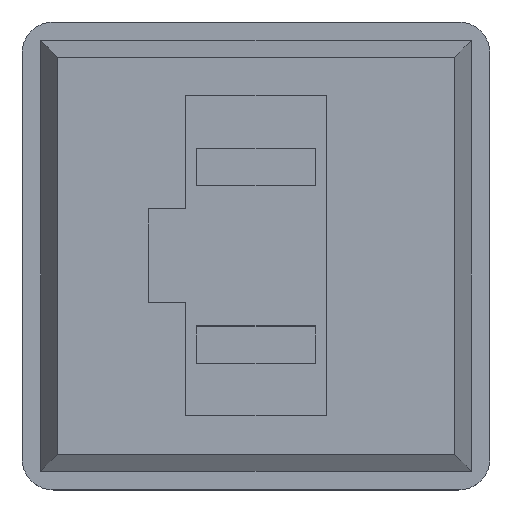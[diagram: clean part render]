
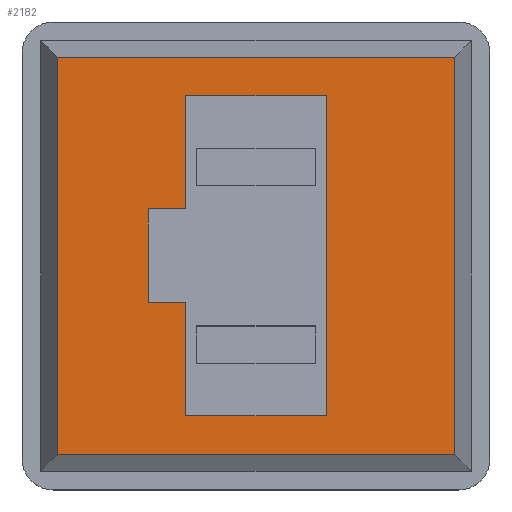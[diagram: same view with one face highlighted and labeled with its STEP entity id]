
A CAD part, top view. The second image highlights one B-rep face of the part: STEP entity #2182.
In plain terms, the highlighted planar face has unit normal (0, 0, 1).
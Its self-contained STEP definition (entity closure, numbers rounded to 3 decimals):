
#64 = EDGE_CURVE ( 'NONE', #2202, #243, #970, .T. ) ;
#137 = ORIENTED_EDGE ( 'NONE', *, *, #1314, .F. ) ;
#151 = CARTESIAN_POINT ( 'NONE',  ( -2.25, -5.125, 2. ) ) ;
#205 = FACE_BOUND ( 'NONE', #1477, .T. ) ;
#218 = LINE ( 'NONE', #983, #1577 ) ;
#235 = ORIENTED_EDGE ( 'NONE', *, *, #1863, .T. ) ;
#242 = CARTESIAN_POINT ( 'NONE',  ( -6.364, 6.364, 2. ) ) ;
#243 = VERTEX_POINT ( 'NONE', #780 ) ;
#273 = DIRECTION ( 'NONE',  ( 1., 0., 0. ) ) ;
#326 = CARTESIAN_POINT ( 'NONE',  ( 2.25, 5.125, 2. ) ) ;
#400 = CARTESIAN_POINT ( 'NONE',  ( -6.9, 6.364, 2. ) ) ;
#427 = DIRECTION ( 'NONE',  ( -1., 0., 0. ) ) ;
#445 = CARTESIAN_POINT ( 'NONE',  ( 2.25, 5.125, 2. ) ) ;
#476 = ORIENTED_EDGE ( 'NONE', *, *, #843, .F. ) ;
#478 = LINE ( 'NONE', #400, #1235 ) ;
#527 = CARTESIAN_POINT ( 'NONE',  ( -2.25, 5.125, 2. ) ) ;
#597 = EDGE_CURVE ( 'NONE', #636, #649, #2011, .T. ) ;
#607 = EDGE_CURVE ( 'NONE', #1175, #1298, #218, .T. ) ;
#636 = VERTEX_POINT ( 'NONE', #1540 ) ;
#640 = EDGE_CURVE ( 'NONE', #2230, #1175, #1452, .T. ) ;
#643 = CARTESIAN_POINT ( 'NONE',  ( -2.25, -1.5, 2. ) ) ;
#649 = VERTEX_POINT ( 'NONE', #242 ) ;
#653 = PLANE ( 'NONE',  #1398 ) ;
#671 = LINE ( 'NONE', #2201, #1669 ) ;
#698 = ORIENTED_EDGE ( 'NONE', *, *, #2292, .T. ) ;
#725 = ORIENTED_EDGE ( 'NONE', *, *, #1191, .T. ) ;
#734 = ORIENTED_EDGE ( 'NONE', *, *, #2162, .T. ) ;
#780 = CARTESIAN_POINT ( 'NONE',  ( -3.45, -1.5, 2. ) ) ;
#843 = EDGE_CURVE ( 'NONE', #649, #903, #478, .T. ) ;
#883 = LINE ( 'NONE', #1468, #2217 ) ;
#886 = EDGE_CURVE ( 'NONE', #965, #636, #1800, .T. ) ;
#887 = DIRECTION ( 'NONE',  ( 0., -1., 0. ) ) ;
#903 = VERTEX_POINT ( 'NONE', #1583 ) ;
#922 = VECTOR ( 'NONE', #1377, 1000. ) ;
#965 = VERTEX_POINT ( 'NONE', #2135 ) ;
#970 = LINE ( 'NONE', #1636, #999 ) ;
#978 = CARTESIAN_POINT ( 'NONE',  ( 2.25, -5.125, 2. ) ) ;
#983 = CARTESIAN_POINT ( 'NONE',  ( 2.25, -5.125, 2. ) ) ;
#993 = EDGE_LOOP ( 'NONE', ( #476, #1504, #1960, #137 ) ) ;
#999 = VECTOR ( 'NONE', #2395, 1000. ) ;
#1041 = VERTEX_POINT ( 'NONE', #527 ) ;
#1057 = DIRECTION ( 'NONE',  ( 1., 0., 0. ) ) ;
#1089 = VECTOR ( 'NONE', #2334, 1000. ) ;
#1096 = VECTOR ( 'NONE', #2332, 1000. ) ;
#1110 = VECTOR ( 'NONE', #1840, 1000. ) ;
#1124 = VECTOR ( 'NONE', #1921, 1000. ) ;
#1170 = CARTESIAN_POINT ( 'NONE',  ( -6.364, -6.9, 2. ) ) ;
#1175 = VERTEX_POINT ( 'NONE', #978 ) ;
#1191 = EDGE_CURVE ( 'NONE', #243, #2166, #2270, .T. ) ;
#1208 = LINE ( 'NONE', #1990, #1995 ) ;
#1223 = CARTESIAN_POINT ( 'NONE',  ( 0., 0., 2. ) ) ;
#1235 = VECTOR ( 'NONE', #2054, 1000. ) ;
#1298 = VERTEX_POINT ( 'NONE', #151 ) ;
#1314 = EDGE_CURVE ( 'NONE', #903, #965, #883, .T. ) ;
#1349 = VERTEX_POINT ( 'NONE', #2396 ) ;
#1358 = ORIENTED_EDGE ( 'NONE', *, *, #1737, .T. ) ;
#1377 = DIRECTION ( 'NONE',  ( 0., 1., 0. ) ) ;
#1398 = AXIS2_PLACEMENT_3D ( 'NONE', #1223, #1786, #273 ) ;
#1428 = ORIENTED_EDGE ( 'NONE', *, *, #64, .T. ) ;
#1452 = LINE ( 'NONE', #445, #1778 ) ;
#1468 = CARTESIAN_POINT ( 'NONE',  ( 6.364, 6.9, 2. ) ) ;
#1477 = EDGE_LOOP ( 'NONE', ( #698, #235, #1358, #1713, #2399, #734, #1428, #725 ) ) ;
#1504 = ORIENTED_EDGE ( 'NONE', *, *, #597, .F. ) ;
#1527 = FACE_OUTER_BOUND ( 'NONE', #993, .T. ) ;
#1540 = CARTESIAN_POINT ( 'NONE',  ( -6.364, -6.364, 2. ) ) ;
#1544 = CARTESIAN_POINT ( 'NONE',  ( -3.45, -1.5, 2. ) ) ;
#1577 = VECTOR ( 'NONE', #427, 1000. ) ;
#1583 = CARTESIAN_POINT ( 'NONE',  ( 6.364, 6.364, 2. ) ) ;
#1593 = LINE ( 'NONE', #1958, #1089 ) ;
#1636 = CARTESIAN_POINT ( 'NONE',  ( 0., -1.5, 2. ) ) ;
#1669 = VECTOR ( 'NONE', #2403, 1000. ) ;
#1713 = ORIENTED_EDGE ( 'NONE', *, *, #640, .T. ) ;
#1737 = EDGE_CURVE ( 'NONE', #1041, #2230, #1208, .T. ) ;
#1778 = VECTOR ( 'NONE', #1898, 1000. ) ;
#1786 = DIRECTION ( 'NONE',  ( 0., 0., 1. ) ) ;
#1800 = LINE ( 'NONE', #2112, #1096 ) ;
#1803 = CARTESIAN_POINT ( 'NONE',  ( -3.45, 1.5, 2. ) ) ;
#1840 = DIRECTION ( 'NONE',  ( 1., 0., 0. ) ) ;
#1863 = EDGE_CURVE ( 'NONE', #1349, #1041, #671, .T. ) ;
#1898 = DIRECTION ( 'NONE',  ( 0., -1., 0. ) ) ;
#1921 = DIRECTION ( 'NONE',  ( 0., 1., 0. ) ) ;
#1958 = CARTESIAN_POINT ( 'NONE',  ( -2.25, -5.125, 2. ) ) ;
#1960 = ORIENTED_EDGE ( 'NONE', *, *, #886, .F. ) ;
#1990 = CARTESIAN_POINT ( 'NONE',  ( -2.25, 5.125, 2. ) ) ;
#1995 = VECTOR ( 'NONE', #1057, 1000. ) ;
#2011 = LINE ( 'NONE', #1170, #922 ) ;
#2054 = DIRECTION ( 'NONE',  ( 1., 0., 0. ) ) ;
#2112 = CARTESIAN_POINT ( 'NONE',  ( 6.9, -6.364, 2. ) ) ;
#2135 = CARTESIAN_POINT ( 'NONE',  ( 6.364, -6.364, 2. ) ) ;
#2162 = EDGE_CURVE ( 'NONE', #1298, #2202, #1593, .T. ) ;
#2166 = VERTEX_POINT ( 'NONE', #1803 ) ;
#2182 = ADVANCED_FACE ( 'NONE', ( #205, #1527 ), #653, .T. ) ;
#2200 = LINE ( 'NONE', #2400, #1110 ) ;
#2201 = CARTESIAN_POINT ( 'NONE',  ( -2.25, 1.5, 2. ) ) ;
#2202 = VERTEX_POINT ( 'NONE', #643 ) ;
#2217 = VECTOR ( 'NONE', #887, 1000. ) ;
#2230 = VERTEX_POINT ( 'NONE', #326 ) ;
#2270 = LINE ( 'NONE', #1544, #1124 ) ;
#2292 = EDGE_CURVE ( 'NONE', #2166, #1349, #2200, .T. ) ;
#2332 = DIRECTION ( 'NONE',  ( -1., 0., 0. ) ) ;
#2334 = DIRECTION ( 'NONE',  ( 0., 1., 0. ) ) ;
#2395 = DIRECTION ( 'NONE',  ( -1., 0., 0. ) ) ;
#2396 = CARTESIAN_POINT ( 'NONE',  ( -2.25, 1.5, 2. ) ) ;
#2399 = ORIENTED_EDGE ( 'NONE', *, *, #607, .T. ) ;
#2400 = CARTESIAN_POINT ( 'NONE',  ( 0., 1.5, 2. ) ) ;
#2403 = DIRECTION ( 'NONE',  ( 0., 1., 0. ) ) ;
